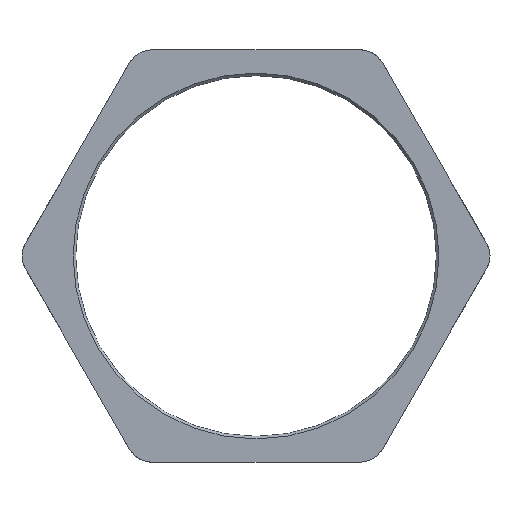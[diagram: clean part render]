
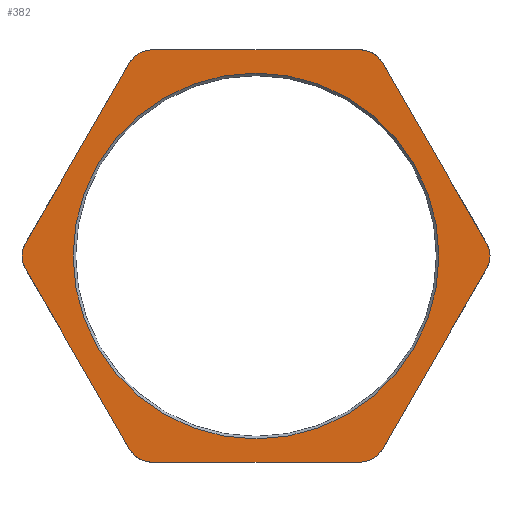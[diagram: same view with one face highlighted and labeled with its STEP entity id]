
A CAD part, front view. The second image highlights one B-rep face of the part: STEP entity #382.
In plain terms, the highlighted planar face has unit normal (0, -1, 0).
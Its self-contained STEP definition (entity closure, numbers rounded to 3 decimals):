
#15=FACE_BOUND('',#88,.T.);
#22=PLANE('',#443);
#64=FACE_OUTER_BOUND('',#87,.T.);
#87=EDGE_LOOP('',(#327,#328,#329,#330,#331,#332,#333,#334,#335,#336,#337,
#338));
#88=EDGE_LOOP('',(#339));
#101=LINE('',#580,#122);
#106=LINE('',#615,#127);
#109=LINE('',#647,#130);
#112=LINE('',#676,#133);
#115=LINE('',#705,#136);
#118=LINE('',#733,#139);
#122=VECTOR('',#462,10.);
#127=VECTOR('',#473,10.);
#130=VECTOR('',#486,10.);
#133=VECTOR('',#499,10.);
#136=VECTOR('',#512,10.);
#139=VECTOR('',#539,10.);
#141=CIRCLE('',#410,5.);
#143=CIRCLE('',#415,5.);
#145=CIRCLE('',#420,5.);
#147=CIRCLE('',#425,5.);
#149=CIRCLE('',#430,5.);
#151=CIRCLE('',#435,5.);
#153=CIRCLE('',#439,35.5);
#157=VERTEX_POINT('',#551);
#158=VERTEX_POINT('',#552);
#163=VERTEX_POINT('',#579);
#165=VERTEX_POINT('',#587);
#166=VERTEX_POINT('',#588);
#171=VERTEX_POINT('',#613);
#172=VERTEX_POINT('',#622);
#176=VERTEX_POINT('',#645);
#177=VERTEX_POINT('',#651);
#181=VERTEX_POINT('',#674);
#182=VERTEX_POINT('',#680);
#186=VERTEX_POINT('',#703);
#187=VERTEX_POINT('',#723);
#191=EDGE_CURVE('',#157,#158,#141,.T.);
#198=EDGE_CURVE('',#163,#158,#101,.T.);
#201=EDGE_CURVE('',#165,#166,#143,.T.);
#208=EDGE_CURVE('',#165,#171,#106,.T.);
#211=EDGE_CURVE('',#172,#171,#145,.T.);
#217=EDGE_CURVE('',#172,#176,#109,.T.);
#219=EDGE_CURVE('',#177,#176,#147,.T.);
#225=EDGE_CURVE('',#177,#181,#112,.T.);
#227=EDGE_CURVE('',#182,#181,#149,.T.);
#233=EDGE_CURVE('',#182,#186,#115,.T.);
#235=EDGE_CURVE('',#163,#186,#151,.T.);
#238=EDGE_CURVE('',#187,#187,#153,.T.);
#243=EDGE_CURVE('',#157,#166,#118,.T.);
#327=ORIENTED_EDGE('',*,*,#191,.F.);
#328=ORIENTED_EDGE('',*,*,#243,.T.);
#329=ORIENTED_EDGE('',*,*,#201,.F.);
#330=ORIENTED_EDGE('',*,*,#208,.T.);
#331=ORIENTED_EDGE('',*,*,#211,.F.);
#332=ORIENTED_EDGE('',*,*,#217,.T.);
#333=ORIENTED_EDGE('',*,*,#219,.F.);
#334=ORIENTED_EDGE('',*,*,#225,.T.);
#335=ORIENTED_EDGE('',*,*,#227,.F.);
#336=ORIENTED_EDGE('',*,*,#233,.T.);
#337=ORIENTED_EDGE('',*,*,#235,.F.);
#338=ORIENTED_EDGE('',*,*,#198,.T.);
#339=ORIENTED_EDGE('',*,*,#238,.F.);
#382=ADVANCED_FACE('',(#64,#15),#22,.T.);
#410=AXIS2_PLACEMENT_3D('',#553,#452,#453);
#415=AXIS2_PLACEMENT_3D('',#589,#466,#467);
#420=AXIS2_PLACEMENT_3D('',#623,#480,#481);
#425=AXIS2_PLACEMENT_3D('',#652,#493,#494);
#430=AXIS2_PLACEMENT_3D('',#681,#506,#507);
#435=AXIS2_PLACEMENT_3D('',#709,#519,#520);
#439=AXIS2_PLACEMENT_3D('',#724,#527,#528);
#443=AXIS2_PLACEMENT_3D('',#732,#537,#538);
#452=DIRECTION('center_axis',(0.,1.,0.));
#453=DIRECTION('ref_axis',(-1.,0.,0.));
#462=DIRECTION('',(-0.5,0.,-0.866));
#466=DIRECTION('center_axis',(0.,1.,0.));
#467=DIRECTION('ref_axis',(-0.5,0.,-0.866));
#473=DIRECTION('',(1.,0.,0.));
#480=DIRECTION('center_axis',(0.,1.,0.));
#481=DIRECTION('ref_axis',(0.5,0.,-0.866));
#486=DIRECTION('',(0.5,0.,0.866));
#493=DIRECTION('center_axis',(0.,1.,0.));
#494=DIRECTION('ref_axis',(1.,0.,0.));
#499=DIRECTION('',(-0.5,0.,0.866));
#506=DIRECTION('center_axis',(0.,1.,0.));
#507=DIRECTION('ref_axis',(0.5,0.,0.866));
#512=DIRECTION('',(-1.,0.,0.));
#519=DIRECTION('center_axis',(0.,1.,0.));
#520=DIRECTION('ref_axis',(-0.5,0.,0.866));
#527=DIRECTION('center_axis',(0.,-1.,0.));
#528=DIRECTION('ref_axis',(1.,0.,0.));
#537=DIRECTION('center_axis',(0.,-1.,0.));
#538=DIRECTION('ref_axis',(0.,0.,-1.));
#539=DIRECTION('',(0.5,0.,-0.866));
#551=CARTESIAN_POINT('',(-44.745,-9.,-2.5));
#552=CARTESIAN_POINT('',(-44.745,-9.,2.5));
#553=CARTESIAN_POINT('Origin',(-40.415,-9.,0.));
#579=CARTESIAN_POINT('',(-24.537,-9.,37.5));
#580=CARTESIAN_POINT('',(-23.094,-9.,40.));
#587=CARTESIAN_POINT('',(-20.207,-9.,-40.));
#588=CARTESIAN_POINT('',(-24.537,-9.,-37.5));
#589=CARTESIAN_POINT('Origin',(-20.207,-9.,-35.));
#613=CARTESIAN_POINT('',(20.207,-9.,-40.));
#615=CARTESIAN_POINT('',(-23.094,-9.,-40.));
#622=CARTESIAN_POINT('',(24.537,-9.,-37.5));
#623=CARTESIAN_POINT('Origin',(20.207,-9.,-35.));
#645=CARTESIAN_POINT('',(44.745,-9.,-2.5));
#647=CARTESIAN_POINT('',(23.094,-9.,-40.));
#651=CARTESIAN_POINT('',(44.745,-9.,2.5));
#652=CARTESIAN_POINT('Origin',(40.415,-9.,0.));
#674=CARTESIAN_POINT('',(24.537,-9.,37.5));
#676=CARTESIAN_POINT('',(46.188,-9.,0.));
#680=CARTESIAN_POINT('',(20.207,-9.,40.));
#681=CARTESIAN_POINT('Origin',(20.207,-9.,35.));
#703=CARTESIAN_POINT('',(-20.207,-9.,40.));
#705=CARTESIAN_POINT('',(23.094,-9.,40.));
#709=CARTESIAN_POINT('Origin',(-20.207,-9.,35.));
#723=CARTESIAN_POINT('',(-35.5,-9.,0.));
#724=CARTESIAN_POINT('Origin',(0.,-9.,0.));
#732=CARTESIAN_POINT('Origin',(0.,-9.,0.));
#733=CARTESIAN_POINT('',(-46.188,-9.,0.));
